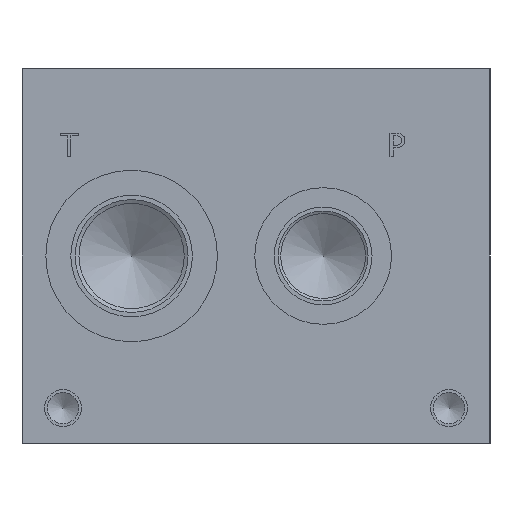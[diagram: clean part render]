
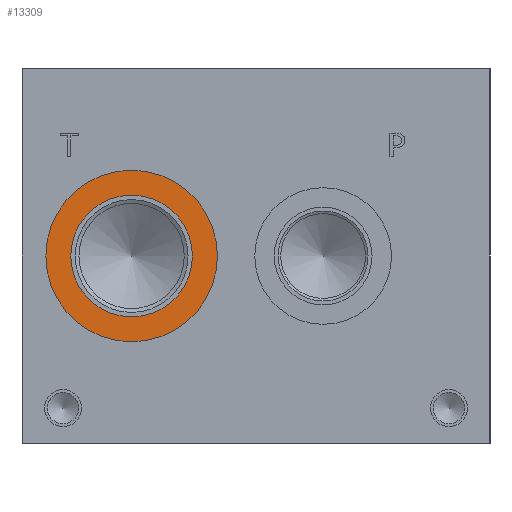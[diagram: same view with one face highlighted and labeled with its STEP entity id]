
A CAD part, left-side view. The second image highlights one B-rep face of the part: STEP entity #13309.
In plain terms, the highlighted planar face has unit normal (-1, 0, 0).
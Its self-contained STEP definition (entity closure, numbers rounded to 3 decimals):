
#433=CIRCLE('',#13957,23.279);
#434=CIRCLE('',#13958,23.279);
#435=CIRCLE('',#13960,16.5);
#436=CIRCLE('',#13961,16.5);
#1050=FACE_BOUND('',#2433,.T.);
#1666=FACE_OUTER_BOUND('',#2432,.T.);
#2432=EDGE_LOOP('',(#11236,#11237));
#2433=EDGE_LOOP('',(#11238,#11239));
#6061=VERTEX_POINT('',#22562);
#6062=VERTEX_POINT('',#22564);
#6063=VERTEX_POINT('',#22568);
#6064=VERTEX_POINT('',#22569);
#7854=EDGE_CURVE('',#6061,#6062,#433,.T.);
#7855=EDGE_CURVE('',#6062,#6061,#434,.T.);
#7856=EDGE_CURVE('',#6063,#6064,#435,.T.);
#7857=EDGE_CURVE('',#6064,#6063,#436,.T.);
#11236=ORIENTED_EDGE('',*,*,#7855,.F.);
#11237=ORIENTED_EDGE('',*,*,#7854,.F.);
#11238=ORIENTED_EDGE('',*,*,#7856,.T.);
#11239=ORIENTED_EDGE('',*,*,#7857,.T.);
#12215=PLANE('',#13959);
#13309=ADVANCED_FACE('',(#1666,#1050),#12215,.F.);
#13957=AXIS2_PLACEMENT_3D('',#22565,#16413,#16414);
#13958=AXIS2_PLACEMENT_3D('',#22566,#16415,#16416);
#13959=AXIS2_PLACEMENT_3D('',#22567,#16417,#16418);
#13960=AXIS2_PLACEMENT_3D('',#22570,#16419,#16420);
#13961=AXIS2_PLACEMENT_3D('',#22571,#16421,#16422);
#16413=DIRECTION('center_axis',(1.,0.,0.));
#16414=DIRECTION('ref_axis',(0.,0.,-1.));
#16415=DIRECTION('center_axis',(1.,0.,0.));
#16416=DIRECTION('ref_axis',(0.,0.,-1.));
#16417=DIRECTION('center_axis',(1.,0.,0.));
#16418=DIRECTION('ref_axis',(0.,0.,-1.));
#16419=DIRECTION('center_axis',(1.,0.,0.));
#16420=DIRECTION('ref_axis',(0.,0.,-1.));
#16421=DIRECTION('center_axis',(1.,0.,0.));
#16422=DIRECTION('ref_axis',(0.,0.,-1.));
#22562=CARTESIAN_POINT('',(0.787,97.257,27.521));
#22564=CARTESIAN_POINT('',(0.787,97.257,74.079));
#22565=CARTESIAN_POINT('Origin',(0.787,97.257,50.8));
#22566=CARTESIAN_POINT('Origin',(0.787,97.257,50.8));
#22567=CARTESIAN_POINT('Origin',(0.787,97.257,67.3));
#22568=CARTESIAN_POINT('',(0.787,97.257,67.3));
#22569=CARTESIAN_POINT('',(0.787,97.257,34.3));
#22570=CARTESIAN_POINT('Origin',(0.787,97.257,50.8));
#22571=CARTESIAN_POINT('Origin',(0.787,97.257,50.8));
